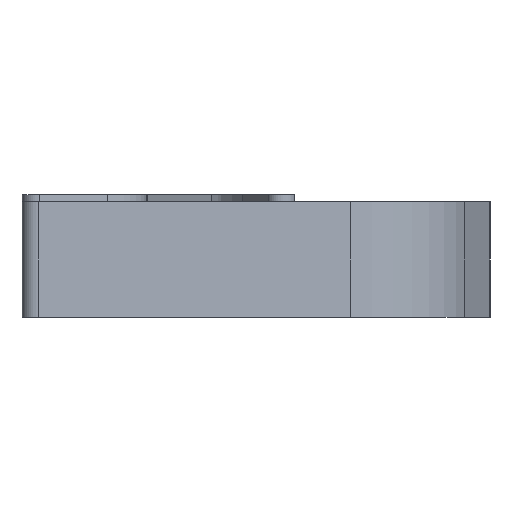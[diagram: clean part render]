
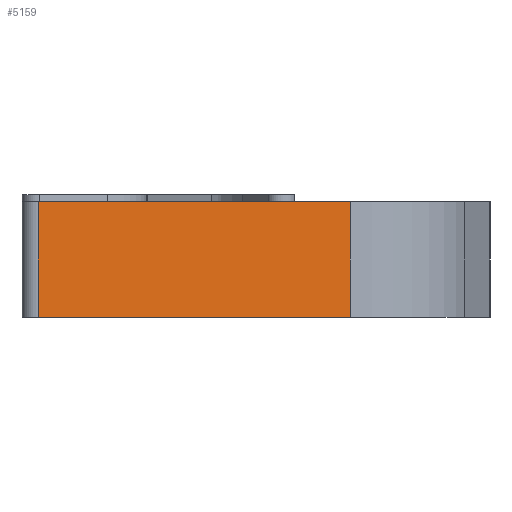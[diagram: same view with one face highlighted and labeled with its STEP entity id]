
A CAD part, front view. The second image highlights one B-rep face of the part: STEP entity #5159.
In plain terms, the highlighted planar face has unit normal (0.145, -0.989, 0).
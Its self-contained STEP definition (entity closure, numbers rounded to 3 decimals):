
#179 = EDGE_LOOP ( 'NONE', ( #8156, #1161, #3701, #1741 ) ) ;
#519 = CARTESIAN_POINT ( 'NONE',  ( 86.92, 11.504, 16.5 ) ) ;
#577 = DIRECTION ( 'NONE',  ( 0.145, -0.989, 0. ) ) ;
#640 = CARTESIAN_POINT ( 'NONE',  ( 86.92, 11.504, 0. ) ) ;
#951 = VERTEX_POINT ( 'NONE', #6033 ) ;
#1018 = AXIS2_PLACEMENT_3D ( 'NONE', #6265, #577, #7044 ) ;
#1161 = ORIENTED_EDGE ( 'NONE', *, *, #2084, .T. ) ;
#1731 = VERTEX_POINT ( 'NONE', #640 ) ;
#1736 = DIRECTION ( 'NONE',  ( -0.989, -0.145, 0. ) ) ;
#1741 = ORIENTED_EDGE ( 'NONE', *, *, #5550, .F. ) ;
#1860 = VERTEX_POINT ( 'NONE', #5713 ) ;
#2084 = EDGE_CURVE ( 'NONE', #8454, #1860, #4831, .T. ) ;
#2096 = CARTESIAN_POINT ( 'NONE',  ( 42.31, 4.95, 16.5 ) ) ;
#2367 = DIRECTION ( 'NONE',  ( -0.989, -0.145, 0. ) ) ;
#3512 = CARTESIAN_POINT ( 'NONE',  ( 0.182, -1.239, 0. ) ) ;
#3555 = EDGE_CURVE ( 'NONE', #1731, #1860, #3556, .T. ) ;
#3556 = LINE ( 'NONE', #3512, #3919 ) ;
#3634 = VECTOR ( 'NONE', #4925, 1000. ) ;
#3701 = ORIENTED_EDGE ( 'NONE', *, *, #3555, .F. ) ;
#3919 = VECTOR ( 'NONE', #1736, 1000. ) ;
#4616 = LINE ( 'NONE', #5993, #6836 ) ;
#4818 = VECTOR ( 'NONE', #5649, 1000. ) ;
#4831 = LINE ( 'NONE', #6313, #4818 ) ;
#4925 = DIRECTION ( 'NONE',  ( 0., 0., -1. ) ) ;
#5159 = ADVANCED_FACE ( 'NONE', ( #7749 ), #8571, .T. ) ;
#5550 = EDGE_CURVE ( 'NONE', #951, #1731, #8460, .T. ) ;
#5649 = DIRECTION ( 'NONE',  ( 0., 0., -1. ) ) ;
#5713 = CARTESIAN_POINT ( 'NONE',  ( 42.31, 4.95, 0. ) ) ;
#5993 = CARTESIAN_POINT ( 'NONE',  ( 0.182, -1.239, 16.5 ) ) ;
#6033 = CARTESIAN_POINT ( 'NONE',  ( 86.92, 11.504, 16.5 ) ) ;
#6265 = CARTESIAN_POINT ( 'NONE',  ( 0.182, -1.239, 16.5 ) ) ;
#6313 = CARTESIAN_POINT ( 'NONE',  ( 42.31, 4.95, 0. ) ) ;
#6706 = EDGE_CURVE ( 'NONE', #951, #8454, #4616, .T. ) ;
#6836 = VECTOR ( 'NONE', #2367, 1000. ) ;
#7044 = DIRECTION ( 'NONE',  ( 0.989, 0.145, 0. ) ) ;
#7749 = FACE_OUTER_BOUND ( 'NONE', #179, .T. ) ;
#8156 = ORIENTED_EDGE ( 'NONE', *, *, #6706, .T. ) ;
#8454 = VERTEX_POINT ( 'NONE', #2096 ) ;
#8460 = LINE ( 'NONE', #519, #3634 ) ;
#8571 = PLANE ( 'NONE',  #1018 ) ;
